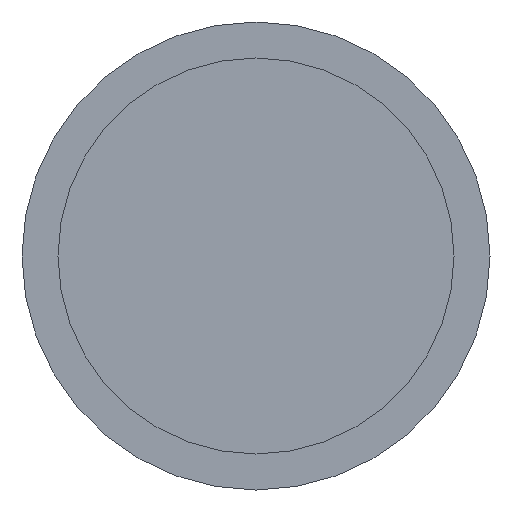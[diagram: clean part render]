
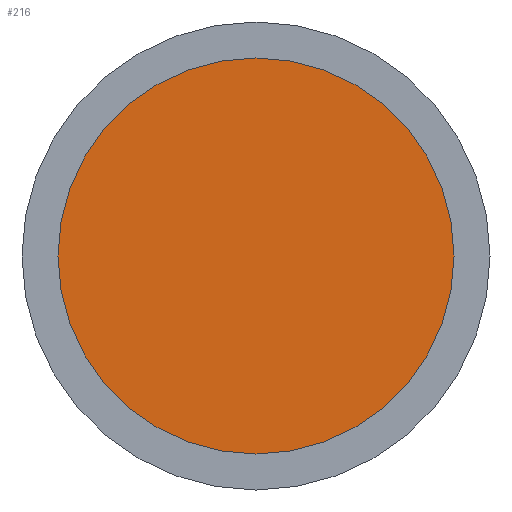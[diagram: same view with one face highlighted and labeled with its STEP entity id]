
A CAD part, left-side view. The second image highlights one B-rep face of the part: STEP entity #216.
In plain terms, the highlighted planar face has unit normal (-1, 0, 0).
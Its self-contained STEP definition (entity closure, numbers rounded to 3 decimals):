
#28 = DIRECTION ( 'NONE',  ( -1., 0., 0. ) ) ;
#29 = DIRECTION ( 'NONE',  ( 0., 0., -1. ) ) ;
#34 = VERTEX_POINT ( 'NONE', #325 ) ;
#78 = CARTESIAN_POINT ( 'NONE',  ( -10., 0., 0. ) ) ;
#99 = AXIS2_PLACEMENT_3D ( 'NONE', #307, #260, #29 ) ;
#122 = EDGE_LOOP ( 'NONE', ( #165, #192 ) ) ;
#133 = DIRECTION ( 'NONE',  ( 0., 0., 1. ) ) ;
#151 = DIRECTION ( 'NONE',  ( -1., 0., 0. ) ) ;
#154 = DIRECTION ( 'NONE',  ( 0., 0., 1. ) ) ;
#157 = PLANE ( 'NONE',  #99 ) ;
#165 = ORIENTED_EDGE ( 'NONE', *, *, #282, .T. ) ;
#171 = EDGE_CURVE ( 'NONE', #34, #294, #280, .T. ) ;
#181 = CARTESIAN_POINT ( 'NONE',  ( -10., 0., 0. ) ) ;
#192 = ORIENTED_EDGE ( 'NONE', *, *, #171, .T. ) ;
#216 = ADVANCED_FACE ( 'NONE', ( #256 ), #157, .F. ) ;
#219 = CIRCLE ( 'NONE', #303, 2.75 ) ;
#224 = AXIS2_PLACEMENT_3D ( 'NONE', #181, #151, #154 ) ;
#231 = CARTESIAN_POINT ( 'NONE',  ( -10., 0., 2.75 ) ) ;
#256 = FACE_OUTER_BOUND ( 'NONE', #122, .T. ) ;
#260 = DIRECTION ( 'NONE',  ( 1., 0., 0. ) ) ;
#280 = CIRCLE ( 'NONE', #224, 2.75 ) ;
#282 = EDGE_CURVE ( 'NONE', #294, #34, #219, .T. ) ;
#294 = VERTEX_POINT ( 'NONE', #231 ) ;
#303 = AXIS2_PLACEMENT_3D ( 'NONE', #78, #28, #133 ) ;
#307 = CARTESIAN_POINT ( 'NONE',  ( -10., 0., 0. ) ) ;
#325 = CARTESIAN_POINT ( 'NONE',  ( -10., 0., -2.75 ) ) ;
